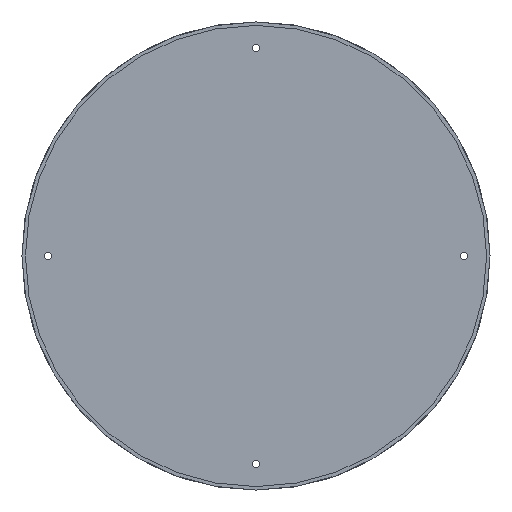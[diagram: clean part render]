
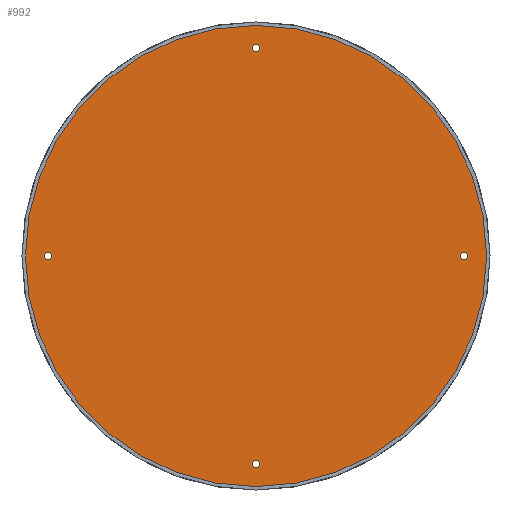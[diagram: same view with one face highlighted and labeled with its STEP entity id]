
A CAD part, front view. The second image highlights one B-rep face of the part: STEP entity #992.
In plain terms, the highlighted planar face has unit normal (0, -1, 0).
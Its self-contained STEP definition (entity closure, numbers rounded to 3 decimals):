
#21=FACE_BOUND('',#177,.T.);
#22=FACE_BOUND('',#178,.T.);
#23=FACE_BOUND('',#179,.T.);
#24=FACE_BOUND('',#180,.T.);
#59=PLANE('',#1090);
#123=FACE_OUTER_BOUND('',#176,.T.);
#176=EDGE_LOOP('',(#751));
#177=EDGE_LOOP('',(#752));
#178=EDGE_LOOP('',(#753));
#179=EDGE_LOOP('',(#754));
#180=EDGE_LOOP('',(#755));
#419=CIRCLE('',#1077,2.067);
#421=CIRCLE('',#1080,2.067);
#423=CIRCLE('',#1083,2.067);
#425=CIRCLE('',#1086,2.067);
#426=CIRCLE('',#1088,133.);
#479=VERTEX_POINT('',#1529);
#481=VERTEX_POINT('',#1535);
#483=VERTEX_POINT('',#1541);
#485=VERTEX_POINT('',#1547);
#486=VERTEX_POINT('',#1551);
#580=EDGE_CURVE('',#479,#479,#419,.T.);
#583=EDGE_CURVE('',#481,#481,#421,.T.);
#586=EDGE_CURVE('',#483,#483,#423,.T.);
#589=EDGE_CURVE('',#485,#485,#425,.T.);
#590=EDGE_CURVE('',#486,#486,#426,.T.);
#751=ORIENTED_EDGE('',*,*,#590,.T.);
#752=ORIENTED_EDGE('',*,*,#580,.T.);
#753=ORIENTED_EDGE('',*,*,#583,.T.);
#754=ORIENTED_EDGE('',*,*,#586,.T.);
#755=ORIENTED_EDGE('',*,*,#589,.T.);
#992=ADVANCED_FACE('',(#123,#21,#22,#23,#24),#59,.T.);
#1077=AXIS2_PLACEMENT_3D('',#1531,#1229,#1230);
#1080=AXIS2_PLACEMENT_3D('',#1537,#1236,#1237);
#1083=AXIS2_PLACEMENT_3D('',#1543,#1243,#1244);
#1086=AXIS2_PLACEMENT_3D('',#1549,#1250,#1251);
#1088=AXIS2_PLACEMENT_3D('',#1552,#1254,#1255);
#1090=AXIS2_PLACEMENT_3D('',#1556,#1259,#1260);
#1229=DIRECTION('center_axis',(0.,1.,0.));
#1230=DIRECTION('ref_axis',(1.,0.,0.));
#1236=DIRECTION('center_axis',(0.,1.,0.));
#1237=DIRECTION('ref_axis',(1.,0.,0.));
#1243=DIRECTION('center_axis',(0.,1.,0.));
#1244=DIRECTION('ref_axis',(1.,0.,0.));
#1250=DIRECTION('center_axis',(0.,1.,0.));
#1251=DIRECTION('ref_axis',(1.,0.,0.));
#1254=DIRECTION('center_axis',(0.,-1.,0.));
#1255=DIRECTION('ref_axis',(1.,0.,0.));
#1259=DIRECTION('center_axis',(0.,-1.,0.));
#1260=DIRECTION('ref_axis',(0.,0.,-1.));
#1529=CARTESIAN_POINT('',(117.933,-12.,0.));
#1531=CARTESIAN_POINT('Origin',(120.,-12.,0.));
#1535=CARTESIAN_POINT('',(-122.067,-12.,0.));
#1537=CARTESIAN_POINT('Origin',(-120.,-12.,0.));
#1541=CARTESIAN_POINT('',(-2.067,-12.,-120.));
#1543=CARTESIAN_POINT('Origin',(0.,-12.,-120.));
#1547=CARTESIAN_POINT('',(-2.067,-12.,120.));
#1549=CARTESIAN_POINT('Origin',(0.,-12.,120.));
#1551=CARTESIAN_POINT('',(-133.,-12.,0.));
#1552=CARTESIAN_POINT('Origin',(0.,-12.,0.));
#1556=CARTESIAN_POINT('Origin',(0.,-12.,0.));
